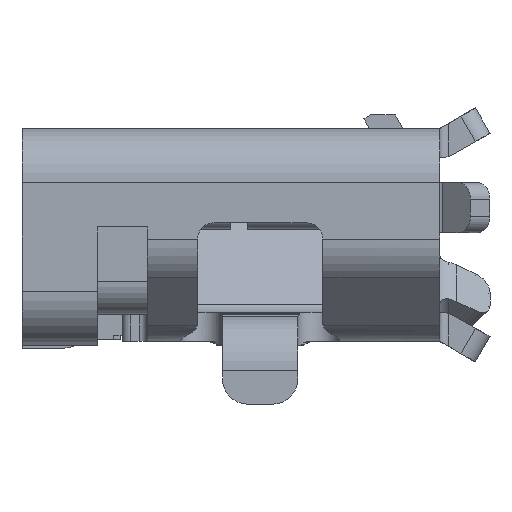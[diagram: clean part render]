
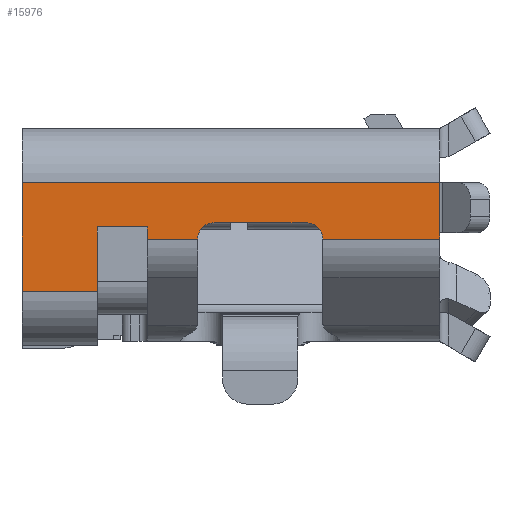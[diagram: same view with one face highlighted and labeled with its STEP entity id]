
A CAD part, left-side view. The second image highlights one B-rep face of the part: STEP entity #15976.
In plain terms, the highlighted planar face has unit normal (-1, 0, 0).
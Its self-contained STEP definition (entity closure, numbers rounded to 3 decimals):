
#610=CIRCLE('',#17144,0.2);
#611=CIRCLE('',#17145,0.2);
#1421=FACE_OUTER_BOUND('',#2276,.T.);
#2276=EDGE_LOOP('',(#13549,#13550,#13551,#13552,#13553,#13554,#13555,#13556,
#13557,#13558,#13559,#13560,#13561));
#3756=LINE('',#24798,#5608);
#3919=LINE('',#25685,#5771);
#3975=LINE('',#26566,#5827);
#4040=LINE('',#27649,#5892);
#4041=LINE('',#27651,#5893);
#4042=LINE('',#27655,#5894);
#4043=LINE('',#27659,#5895);
#4044=LINE('',#27661,#5896);
#4045=LINE('',#27663,#5897);
#4046=LINE('',#27665,#5898);
#4047=LINE('',#27666,#5899);
#5608=VECTOR('',#20064,0.77);
#5771=VECTOR('',#20519,0.6);
#5827=VECTOR('',#20717,0.146);
#5892=VECTOR('',#20918,0.9);
#5893=VECTOR('',#20919,0.6);
#5894=VECTOR('',#20922,1.1);
#5895=VECTOR('',#20925,1.4);
#5896=VECTOR('',#20926,0.076);
#5897=VECTOR('',#20927,0.6);
#5898=VECTOR('',#20928,5.);
#5899=VECTOR('',#20929,1.3);
#7140=VERTEX_POINT('',#24795);
#7141=VERTEX_POINT('',#24797);
#7329=VERTEX_POINT('',#25684);
#7420=VERTEX_POINT('',#26564);
#7485=VERTEX_POINT('',#27648);
#7486=VERTEX_POINT('',#27650);
#7487=VERTEX_POINT('',#27652);
#7488=VERTEX_POINT('',#27654);
#7489=VERTEX_POINT('',#27656);
#7490=VERTEX_POINT('',#27658);
#7491=VERTEX_POINT('',#27660);
#7492=VERTEX_POINT('',#27662);
#7493=VERTEX_POINT('',#27664);
#9125=EDGE_CURVE('',#7140,#7141,#3756,.T.);
#9383=EDGE_CURVE('',#7140,#7329,#3919,.T.);
#9506=EDGE_CURVE('',#7329,#7420,#3975,.T.);
#9616=EDGE_CURVE('',#7485,#7141,#4040,.T.);
#9617=EDGE_CURVE('',#7486,#7420,#4041,.T.);
#9618=EDGE_CURVE('',#7486,#7487,#610,.T.);
#9619=EDGE_CURVE('',#7487,#7488,#4042,.T.);
#9620=EDGE_CURVE('',#7488,#7489,#611,.T.);
#9621=EDGE_CURVE('',#7490,#7489,#4043,.T.);
#9622=EDGE_CURVE('',#7491,#7490,#4044,.T.);
#9623=EDGE_CURVE('',#7492,#7491,#4045,.T.);
#9624=EDGE_CURVE('',#7493,#7492,#4046,.T.);
#9625=EDGE_CURVE('',#7493,#7485,#4047,.T.);
#13549=ORIENTED_EDGE('',*,*,#9616,.T.);
#13550=ORIENTED_EDGE('',*,*,#9125,.F.);
#13551=ORIENTED_EDGE('',*,*,#9383,.T.);
#13552=ORIENTED_EDGE('',*,*,#9506,.T.);
#13553=ORIENTED_EDGE('',*,*,#9617,.F.);
#13554=ORIENTED_EDGE('',*,*,#9618,.T.);
#13555=ORIENTED_EDGE('',*,*,#9619,.T.);
#13556=ORIENTED_EDGE('',*,*,#9620,.T.);
#13557=ORIENTED_EDGE('',*,*,#9621,.F.);
#13558=ORIENTED_EDGE('',*,*,#9622,.F.);
#13559=ORIENTED_EDGE('',*,*,#9623,.F.);
#13560=ORIENTED_EDGE('',*,*,#9624,.F.);
#13561=ORIENTED_EDGE('',*,*,#9625,.T.);
#15208=PLANE('',#17143);
#15976=ADVANCED_FACE('',(#1421),#15208,.T.);
#17143=AXIS2_PLACEMENT_3D('',#27647,#20916,#20917);
#17144=AXIS2_PLACEMENT_3D('',#27653,#20920,#20921);
#17145=AXIS2_PLACEMENT_3D('',#27657,#20923,#20924);
#20064=DIRECTION('',(0.,0.,-1.));
#20519=DIRECTION('',(0.,-1.,0.));
#20717=DIRECTION('',(0.,0.,-1.));
#20916=DIRECTION('center_axis',(-1.,0.,0.));
#20917=DIRECTION('ref_axis',(0.,0.,-1.));
#20918=DIRECTION('',(0.,-1.,0.));
#20919=DIRECTION('',(0.,1.,0.));
#20920=DIRECTION('center_axis',(1.,0.,0.));
#20921=DIRECTION('ref_axis',(0.,0.,
1.));
#20922=DIRECTION('',(0.,-1.,0.));
#20923=DIRECTION('center_axis',(1.,0.,0.));
#20924=DIRECTION('ref_axis',(0.,0.,
1.));
#20925=DIRECTION('',(0.,1.,0.));
#20926=DIRECTION('',(0.,0.,-1.));
#20927=DIRECTION('',(0.,0.,-1.));
#20928=DIRECTION('',(0.,-1.,0.));
#20929=DIRECTION('',(0.,0.,-1.));
#24795=CARTESIAN_POINT('',(-6.475,-0.725,1.45));
#24797=CARTESIAN_POINT('',(-6.475,-0.725,0.68));
#24798=CARTESIAN_POINT('',(-6.475,-0.725,2.28));
#25684=CARTESIAN_POINT('',(-6.475,-1.325,1.45));
#25685=CARTESIAN_POINT('',(-6.475,-1.325,1.45));
#26564=CARTESIAN_POINT('',(-6.475,-1.325,1.304));
#26566=CARTESIAN_POINT('',(-6.475,-1.325,0.25));
#27647=CARTESIAN_POINT('Origin',(-6.475,0.175,0.));
#27648=CARTESIAN_POINT('',(-6.475,0.175,0.68));
#27649=CARTESIAN_POINT('',(-6.475,-1.325,0.68));
#27650=CARTESIAN_POINT('',(-6.475,-1.925,1.304));
#27651=CARTESIAN_POINT('',(-6.475,-1.325,1.304));
#27652=CARTESIAN_POINT('',(-6.475,-2.125,1.5));
#27653=CARTESIAN_POINT('Origin',(-6.475,-2.125,1.3));
#27654=CARTESIAN_POINT('',(-6.475,-3.225,1.5));
#27655=CARTESIAN_POINT('',(-6.475,-1.325,1.5));
#27656=CARTESIAN_POINT('',(-6.475,-3.425,1.304));
#27657=CARTESIAN_POINT('Origin',(-6.475,-3.225,1.3));
#27658=CARTESIAN_POINT('',(-6.475,-4.825,1.304));
#27659=CARTESIAN_POINT('',(-6.475,-1.325,1.304));
#27660=CARTESIAN_POINT('',(-6.475,-4.825,1.38));
#27661=CARTESIAN_POINT('',(-6.475,-4.825,0.25));
#27662=CARTESIAN_POINT('',(-6.475,-4.825,1.98));
#27663=CARTESIAN_POINT('',(-6.475,-4.825,1.98));
#27664=CARTESIAN_POINT('',(-6.475,0.175,1.98));
#27665=CARTESIAN_POINT('',(-6.475,-1.325,1.98));
#27666=CARTESIAN_POINT('',(-6.475,0.175,2.28));
